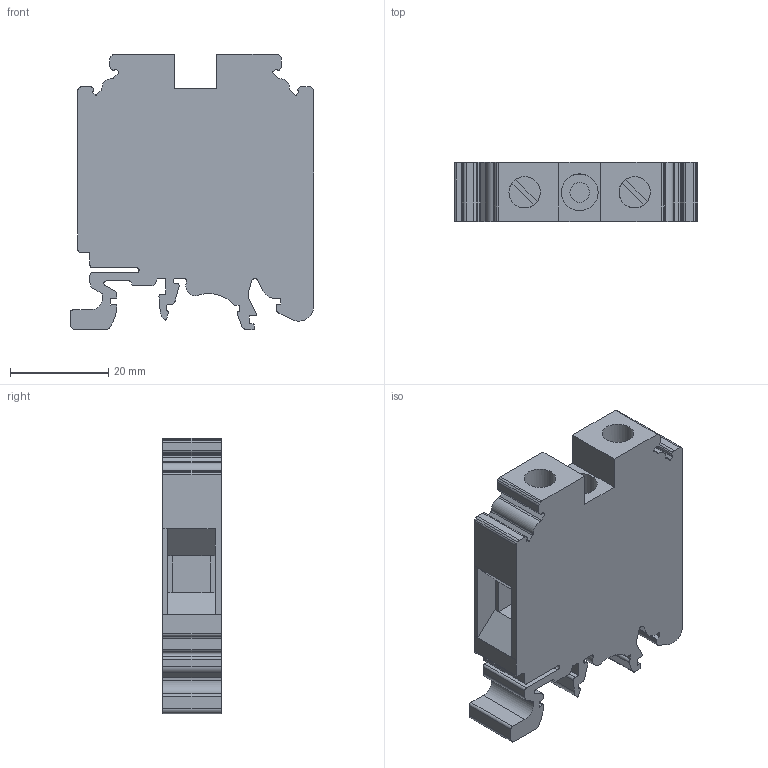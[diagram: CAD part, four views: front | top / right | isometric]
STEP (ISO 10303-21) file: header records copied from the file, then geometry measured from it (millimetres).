
FILE_DESCRIPTION (( 'STEP AP214' ), '1' );
FILE_NAME ('CTS25 - step.SLDPRT.STEP', '2023-10-06T14:14:46', ( '' ), ( '' ), 'SwSTEP 2.0', 'SolidWorks 2022', '' );
FILE_SCHEMA (( 'AUTOMOTIVE_DESIGN' ));
Length unit declared in the file: millimetre
Products named in the file (1): CTS25 - step.SLDPRT
Bounding box: 49.5 x 12 x 56 mm (x, y, z)
Volume: 23044.8 mm3; surface area: 9990.1 mm2
Topology: 1 solids, 1 shells, 190 faces, 533 edges, 350 vertices
Faces by surface type: plane 117, cylinder 73
Full cylindrical faces by diameter (mm): 4 x1, 6.4 x2, 7.5 x1
Entity records: 6117 total; most frequent: CARTESIAN_POINT 1066, DIRECTION 1061, ORIENTED_EDGE 1054, EDGE_CURVE 527, LINE 375, VECTOR 375, VERTEX_POINT 348, AXIS2_PLACEMENT_3D 343
